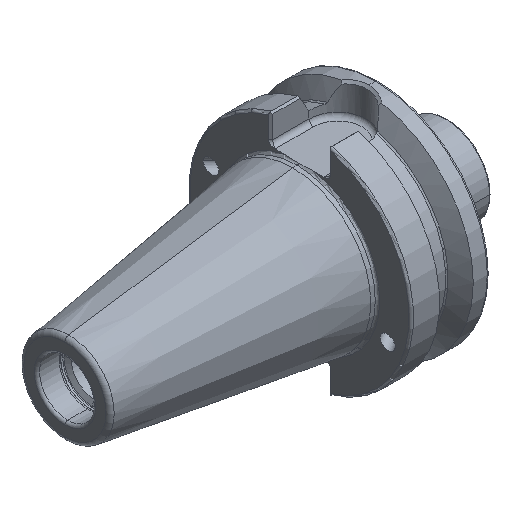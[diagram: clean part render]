
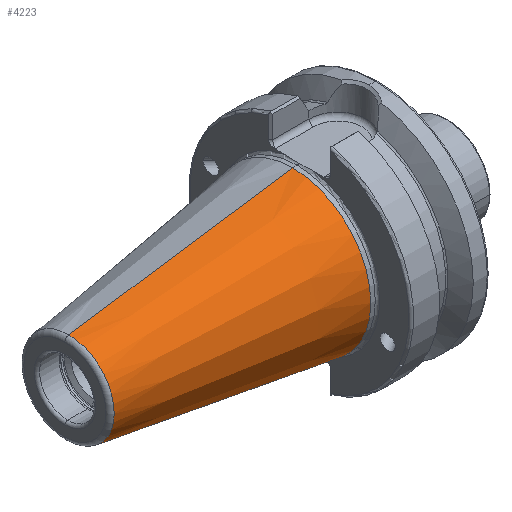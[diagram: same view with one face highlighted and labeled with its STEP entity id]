
A CAD part, isometric view. The second image highlights one B-rep face of the part: STEP entity #4223.
In plain terms, the highlighted conical face has half-angle 8.297 degrees and reference radius 34.925 mm.
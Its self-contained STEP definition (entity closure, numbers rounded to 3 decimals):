
#172 = DIRECTION ( 'NONE',  ( 0., 0., -1. ) ) ;
#442 = DIRECTION ( 'NONE',  ( 0.99, 0., 0.144 ) ) ;
#639 = EDGE_CURVE ( 'NONE', #2197, #4323, #4630, .T. ) ;
#694 = CARTESIAN_POINT ( 'NONE',  ( 0., 0., 0. ) ) ;
#735 = ORIENTED_EDGE ( 'NONE', *, *, #858, .T. ) ;
#763 = CARTESIAN_POINT ( 'NONE',  ( 0., 0., 34.925 ) ) ;
#858 = EDGE_CURVE ( 'NONE', #3815, #2507, #1474, .T. ) ;
#1376 = AXIS2_PLACEMENT_3D ( 'NONE', #2841, #6382, #3355 ) ;
#1406 = CARTESIAN_POINT ( 'NONE',  ( 0., 0., 34.925 ) ) ;
#1474 = LINE ( 'NONE', #2282, #5176 ) ;
#2197 = VERTEX_POINT ( 'NONE', #3519 ) ;
#2282 = CARTESIAN_POINT ( 'NONE',  ( 0., 0., -34.925 ) ) ;
#2507 = VERTEX_POINT ( 'NONE', #6118 ) ;
#2539 = DIRECTION ( 'NONE',  ( -1., 0., 0. ) ) ;
#2572 = CIRCLE ( 'NONE', #1376, 20.329 ) ;
#2618 = EDGE_LOOP ( 'NONE', ( #4720, #3383, #735, #4567 ) ) ;
#2634 = CIRCLE ( 'NONE', #4487, 34.925 ) ;
#2841 = CARTESIAN_POINT ( 'NONE',  ( -100.089, 0., 0. ) ) ;
#2851 = EDGE_CURVE ( 'NONE', #3815, #2197, #2572, .T. ) ;
#3287 = VECTOR ( 'NONE', #442, 1000. ) ;
#3355 = DIRECTION ( 'NONE',  ( 0., 0., 1. ) ) ;
#3367 = AXIS2_PLACEMENT_3D ( 'NONE', #694, #4185, #172 ) ;
#3383 = ORIENTED_EDGE ( 'NONE', *, *, #2851, .F. ) ;
#3519 = CARTESIAN_POINT ( 'NONE',  ( -100.089, 0., 20.329 ) ) ;
#3565 = CONICAL_SURFACE ( 'NONE', #3367, 34.925, 0.145 ) ;
#3815 = VERTEX_POINT ( 'NONE', #6163 ) ;
#4185 = DIRECTION ( 'NONE',  ( 1., 0., 0. ) ) ;
#4223 = ADVANCED_FACE ( 'NONE', ( #5070 ), #3565, .T. ) ;
#4323 = VERTEX_POINT ( 'NONE', #763 ) ;
#4487 = AXIS2_PLACEMENT_3D ( 'NONE', #5569, #2539, #6085 ) ;
#4567 = ORIENTED_EDGE ( 'NONE', *, *, #5657, .T. ) ;
#4630 = LINE ( 'NONE', #1406, #3287 ) ;
#4720 = ORIENTED_EDGE ( 'NONE', *, *, #639, .F. ) ;
#5070 = FACE_OUTER_BOUND ( 'NONE', #2618, .T. ) ;
#5176 = VECTOR ( 'NONE', #5835, 1000. ) ;
#5569 = CARTESIAN_POINT ( 'NONE',  ( 0., 0., 0. ) ) ;
#5657 = EDGE_CURVE ( 'NONE', #2507, #4323, #2634, .T. ) ;
#5835 = DIRECTION ( 'NONE',  ( 0.99, 0., -0.144 ) ) ;
#6085 = DIRECTION ( 'NONE',  ( 0., 0., 1. ) ) ;
#6118 = CARTESIAN_POINT ( 'NONE',  ( 0., 0., -34.925 ) ) ;
#6163 = CARTESIAN_POINT ( 'NONE',  ( -100.089, 0., -20.329 ) ) ;
#6382 = DIRECTION ( 'NONE',  ( -1., 0., 0. ) ) ;
